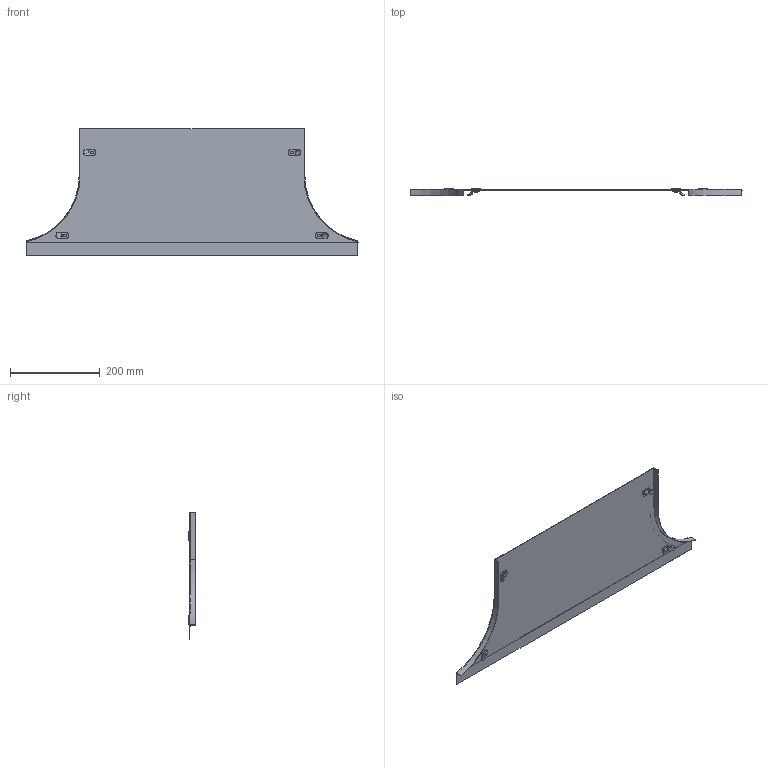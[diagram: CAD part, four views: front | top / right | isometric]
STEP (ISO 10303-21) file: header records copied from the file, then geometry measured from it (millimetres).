
FILE_DESCRIPTION (( 'STEP AP214' ), '1' );
FILE_NAME ('7128509.stp', '2019-06-14T07:16:21', ( '' ), ( '' ), 'SwSTEP 2.0', 'SolidWorks 2018', '' );
FILE_SCHEMA (( 'AUTOMOTIVE_DESIGN' ));
Length unit declared in the file: millimetre
Products named in the file (7): 7128509; KTS 08.081-003_Standard; KTS 08.046-125_NB=500 BK  1,5x282x741  d=13; KTS 08.082-005_Standard; KTS 08.046-133_Innenwinkel rechts; KTS 08.046-133_Innenwinkel links; KTS 08.080-022_Standard
Assembly tree (9 placements, depth 3):
  7128509
    KTS 08.046-125_NB=500 BK  1,5x282x741  d=13
    KTS 08.046-133_Innenwinkel rechts
    KTS 08.046-133_Innenwinkel links
    KTS 08.080-022_Standard  x4
      KTS 08.082-005_Standard
      KTS 08.081-003_Standard
Bounding box: 741 x 16.98 x 282 mm (x, y, z)
Volume: 259672.6 mm3; surface area: 359191.3 mm2
Topology: 11 solids, 11 shells, 234 faces, 578 edges, 378 vertices
Faces by surface type: plane 140, cylinder 64, torus 16, bspline 14
Entity records: 3429 total; most frequent: CARTESIAN_POINT 716, DIRECTION 508, ORIENTED_EDGE 508, EDGE_CURVE 254, LINE 170, VECTOR 170, AXIS2_PLACEMENT_3D 169, VERTEX_POINT 168
